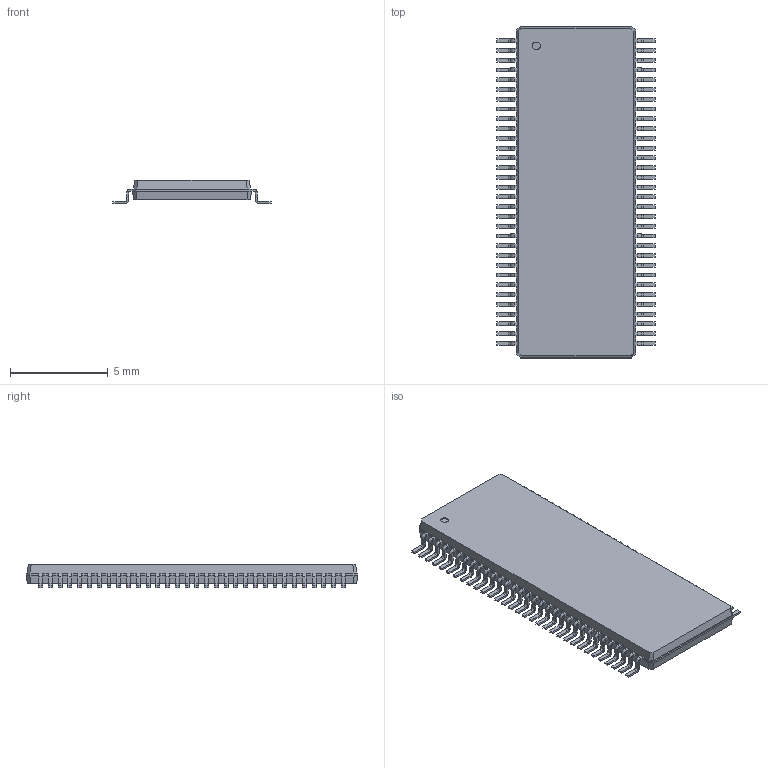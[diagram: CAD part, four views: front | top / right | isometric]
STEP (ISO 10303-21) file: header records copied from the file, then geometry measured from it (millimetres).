
FILE_DESCRIPTION(/* description */ ('model of TSSOP-64_6.1x17mm_P0.5mm'),/* implementation_level */ '2;1');
FILE_NAME(/* name */ 'TSSOP-64_6.1x17mm_P0.5mm.step',/* time_stamp */ '2020-02-14T17:18:25',/* author */ ('kicad StepUp','ksu'),/* organization */ ('FreeCAD'),/* preprocessor_version */ 'OCC',/* originating_system */ 'kicad StepUp',/* authorisation */ '');
FILE_SCHEMA(('AUTOMOTIVE_DESIGN { 1 0 10303 214 1 1 1 1 }'));
Length unit declared in the file: millimetre
Products named in the file (1): TSSOP_64_61x17mm_P05mm
Bounding box: 8.1 x 17 x 1.2 mm (x, y, z)
Volume: 103.1 mm3; surface area: 305.1 mm2
Topology: 1 solids, 1 shells, 996 faces, 2699 edges, 1706 vertices
Faces by surface type: plane 651, cylinder 257, bspline 88
Full cylindrical faces by diameter (mm): 0.4 x1
Entity records: 37751 total; most frequent: CARTESIAN_POINT 5698, ORIENTED_EDGE 5398, DIRECTION 4999, EDGE_CURVE 2699, LINE 2153, VECTOR 2153, VERTEX_POINT 1706, AXIS2_PLACEMENT_3D 1423
